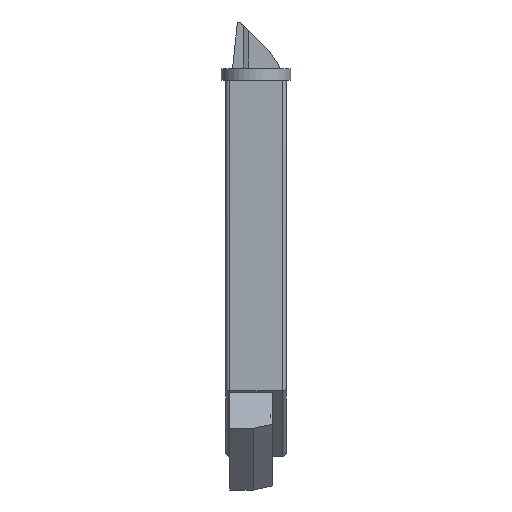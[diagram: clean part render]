
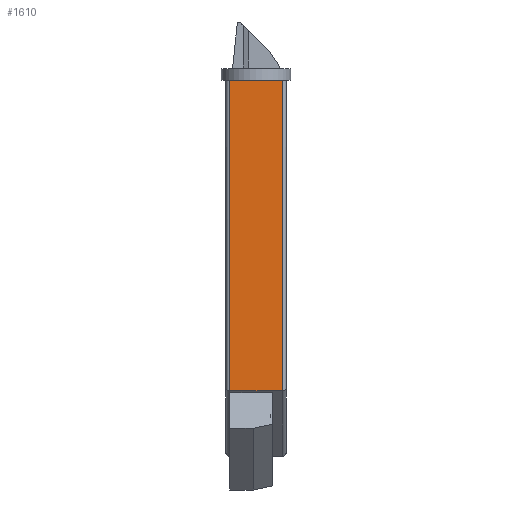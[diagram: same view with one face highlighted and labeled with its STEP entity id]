
A CAD part, front view. The second image highlights one B-rep face of the part: STEP entity #1610.
In plain terms, the highlighted planar face has unit normal (0, -1, 0).
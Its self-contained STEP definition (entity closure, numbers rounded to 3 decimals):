
#81 = DIRECTION ( 'NONE',  ( -1., 0., 0. ) ) ;
#120 = VECTOR ( 'NONE', #6867, 1000. ) ;
#187 = VERTEX_POINT ( 'NONE', #7305 ) ;
#460 = CARTESIAN_POINT ( 'NONE',  ( 7.75, -108., -13. ) ) ;
#556 = CARTESIAN_POINT ( 'NONE',  ( -6.75, -108., -13. ) ) ;
#649 = ORIENTED_EDGE ( 'NONE', *, *, #1394, .T. ) ;
#679 = ORIENTED_EDGE ( 'NONE', *, *, #3290, .T. ) ;
#840 = ORIENTED_EDGE ( 'NONE', *, *, #1168, .T. ) ;
#1135 = DIRECTION ( 'NONE',  ( 0., 1., 0. ) ) ;
#1168 = EDGE_CURVE ( 'NONE', #5893, #8632, #4008, .T. ) ;
#1228 = FACE_OUTER_BOUND ( 'NONE', #8148, .T. ) ;
#1394 = EDGE_CURVE ( 'NONE', #7750, #5893, #1406, .T. ) ;
#1406 = LINE ( 'NONE', #4136, #120 ) ;
#1610 = ADVANCED_FACE ( 'NONE', ( #1228 ), #7267, .F. ) ;
#1898 = DIRECTION ( 'NONE',  ( 0., 0., -1. ) ) ;
#2298 = CARTESIAN_POINT ( 'NONE',  ( -6.75, -108., 67. ) ) ;
#2711 = LINE ( 'NONE', #5429, #3590 ) ;
#2849 = AXIS2_PLACEMENT_3D ( 'NONE', #460, #1135, #3276 ) ;
#3276 = DIRECTION ( 'NONE',  ( 0., 0., 1. ) ) ;
#3290 = EDGE_CURVE ( 'NONE', #187, #7750, #2711, .T. ) ;
#3590 = VECTOR ( 'NONE', #8171, 1000. ) ;
#3609 = CARTESIAN_POINT ( 'NONE',  ( -6.75, -108., -13. ) ) ;
#3909 = VECTOR ( 'NONE', #81, 1000. ) ;
#4008 = LINE ( 'NONE', #556, #8151 ) ;
#4136 = CARTESIAN_POINT ( 'NONE',  ( 7.75, -108., 67. ) ) ;
#4382 = LINE ( 'NONE', #8456, #3909 ) ;
#4936 = CARTESIAN_POINT ( 'NONE',  ( 6.75, -108., 67. ) ) ;
#5429 = CARTESIAN_POINT ( 'NONE',  ( 6.75, -108., -13. ) ) ;
#5893 = VERTEX_POINT ( 'NONE', #2298 ) ;
#6530 = ORIENTED_EDGE ( 'NONE', *, *, #6854, .F. ) ;
#6854 = EDGE_CURVE ( 'NONE', #187, #8632, #4382, .T. ) ;
#6867 = DIRECTION ( 'NONE',  ( -1., 0., 0. ) ) ;
#7267 = PLANE ( 'NONE',  #2849 ) ;
#7305 = CARTESIAN_POINT ( 'NONE',  ( 6.75, -108., -13. ) ) ;
#7750 = VERTEX_POINT ( 'NONE', #4936 ) ;
#8148 = EDGE_LOOP ( 'NONE', ( #649, #840, #6530, #679 ) ) ;
#8151 = VECTOR ( 'NONE', #1898, 1000. ) ;
#8171 = DIRECTION ( 'NONE',  ( 0., 0., 1. ) ) ;
#8456 = CARTESIAN_POINT ( 'NONE',  ( 7.75, -108., -13. ) ) ;
#8632 = VERTEX_POINT ( 'NONE', #3609 ) ;
